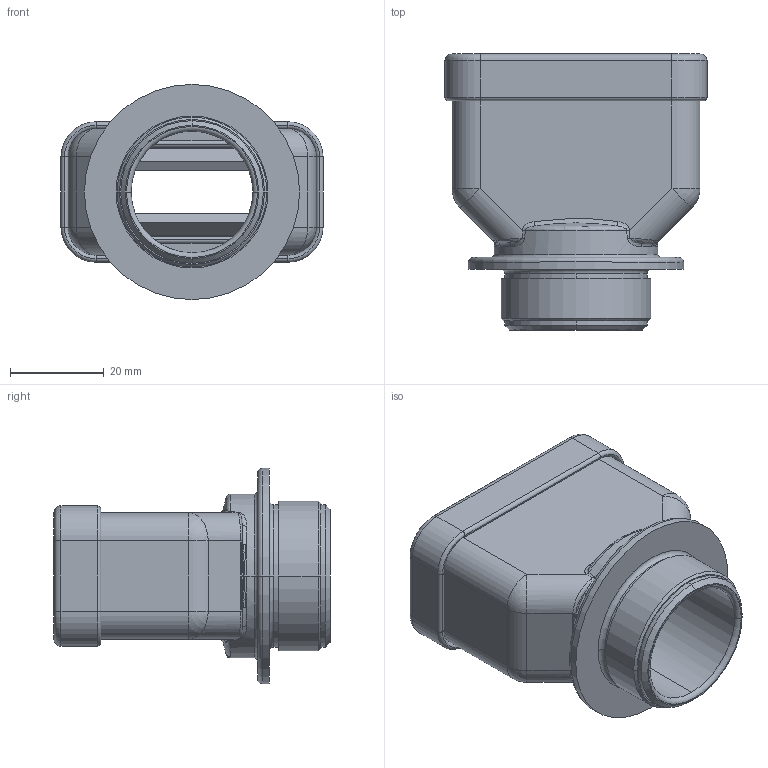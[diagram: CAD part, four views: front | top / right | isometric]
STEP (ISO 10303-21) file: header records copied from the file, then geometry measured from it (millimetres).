
FILE_DESCRIPTION((''),'2;1');
FILE_NAME('2013022_ASM','2015-05-13T',('AndreasKeweloh'),(''),'CREO PARAMETRIC BY PTC INC, 2014500','CREO PARAMETRIC BY PTC INC, 2014500','');
FILE_SCHEMA(('CONFIG_CONTROL_DESIGN'));
Length unit declared in the file: millimetre
Products named in the file (3): 093861_EV189-21-02-08; 093840_EV289-32-01; 2013022_ASM
Assembly tree (2 placements, depth 2):
  2013022_ASM
    093861_EV189-21-02-08
    093840_EV289-32-01
Bounding box: 56 x 59 x 46 mm (x, y, z)
Surface area: 24516.4 mm2 (no closed solid volume)
Topology: 0 solids, 4 shells, 231 faces, 541 edges, 314 vertices
Faces by surface type: cylinder 66, plane 60, bspline 56, torus 38, cone 7, sphere 4
Entity records: 10867 total; most frequent: CARTESIAN_POINT 5923, ORIENTED_EDGE 1066, DIRECTION 927, EDGE_CURVE 535, AXIS2_PLACEMENT_3D 372, VERTEX_POINT 314, EDGE_LOOP 239, FACE_OUTER_BOUND 231
